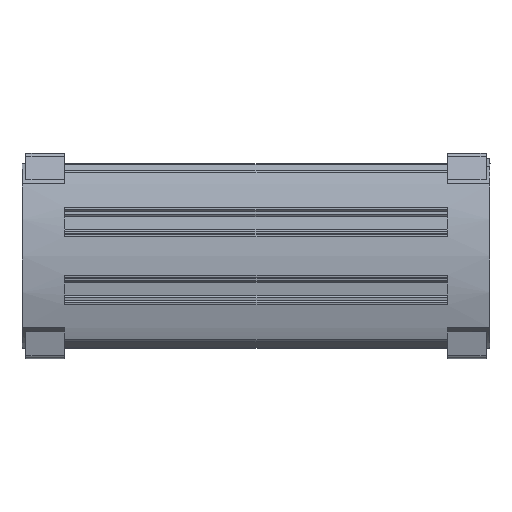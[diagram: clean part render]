
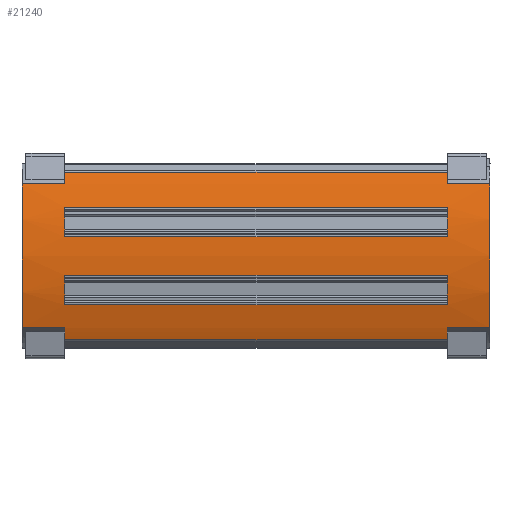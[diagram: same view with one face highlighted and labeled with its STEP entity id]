
A CAD part, top view. The second image highlights one B-rep face of the part: STEP entity #21240.
In plain terms, the highlighted cylindrical face has radius 91.2 mm (diameter 182.4 mm), a partial arc.
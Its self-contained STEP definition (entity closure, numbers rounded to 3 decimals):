
#1070=CARTESIAN_POINT('',(16.3,71.366,
61.268));
#1080=VERTEX_POINT('',#1070);
#1440=CARTESIAN_POINT('',(163.,71.366,
61.268));
#1450=VERTEX_POINT('',#1440);
#1480=CARTESIAN_POINT('',(130.4,71.366,
61.268));
#1490=DIRECTION('',(-1.,0.,0.));
#1500=VECTOR('',#1490,1.);
#1510=LINE('',#1480,#1500);
#1520=EDGE_CURVE('',#1450,#1080,#1510,.T.);
#5530=CARTESIAN_POINT('',(163.,46.649,
66.801));
#5540=VERTEX_POINT('',#5530);
#5570=CARTESIAN_POINT('',(130.4,46.649,
66.801));
#5580=DIRECTION('',(1.,0.,0.));
#5590=VECTOR('',#5580,1.);
#5600=LINE('',#5570,#5590);
#5610=CARTESIAN_POINT('',(16.3,46.649,
66.801));
#5620=VERTEX_POINT('',#5610);
#5630=EDGE_CURVE('',#5620,#5540,#5600,.T.);
#6380=CARTESIAN_POINT('',(163.,31.911,
66.801));
#6390=VERTEX_POINT('',#6380);
#6560=CARTESIAN_POINT('',(16.3,31.911,
66.801));
#6570=VERTEX_POINT('',#6560);
#6600=CARTESIAN_POINT('',(130.4,31.911,
66.801));
#6610=DIRECTION('',(-1.,0.,0.));
#6620=VECTOR('',#6610,1.);
#6630=LINE('',#6600,#6620);
#6640=EDGE_CURVE('',#6390,#6570,#6630,.T.);
#11790=CARTESIAN_POINT('',(163.,20.53,
65.151));
#11800=VERTEX_POINT('',#11790);
#11830=CARTESIAN_POINT('',(130.4,20.53,
65.151));
#11840=DIRECTION('',(-1.,0.,0.));
#11850=VECTOR('',#11840,1.);
#11860=LINE('',#11830,#11850);
#11870=CARTESIAN_POINT('',(16.3,20.53,
65.151));
#11880=VERTEX_POINT('',#11870);
#11890=EDGE_CURVE('',#11800,#11880,#11860,.T.);
#12370=CARTESIAN_POINT('',(179.3,11.689,
62.825));
#12380=VERTEX_POINT('',#12370);
#12430=CARTESIAN_POINT('',(179.3,39.28,
-24.101));
#12440=DIRECTION('',(1.,0.,0.));
#12450=DIRECTION('',(0.,-1.,0.));
#12460=AXIS2_PLACEMENT_3D('',#12430,#12440,#12450);
#12470=CIRCLE('',#12460,91.2);
#12480=CARTESIAN_POINT('',(179.3,66.871,
62.825));
#12490=VERTEX_POINT('',#12480);
#12500=EDGE_CURVE('',#12490,#12380,#12470,.T.);
#20090=CARTESIAN_POINT('',(130.4,39.28,
-24.101));
#20100=DIRECTION('',(-1.,0.,0.));
#20110=DIRECTION('',(0.,1.,0.));
#20120=AXIS2_PLACEMENT_3D('',#20090,#20100,#20110);
#20130=CYLINDRICAL_SURFACE('',#20120,91.2);
#20140=CARTESIAN_POINT('',(16.3,39.28,
-24.101));
#20150=DIRECTION('',(-1.,0.,0.));
#20160=DIRECTION('',(0.,1.,0.));
#20170=AXIS2_PLACEMENT_3D('',#20140,#20150,#20160);
#20180=CIRCLE('',#20170,91.2);
#20190=CARTESIAN_POINT('',(16.3,7.193,
61.268));
#20200=VERTEX_POINT('',#20190);
#20210=CARTESIAN_POINT('',(16.3,11.689,
62.825));
#20220=VERTEX_POINT('',#20210);
#20230=EDGE_CURVE('',#20200,#20220,#20180,.T.);
#20240=ORIENTED_EDGE('',*,*,#20230,.F.);
#20250=CARTESIAN_POINT('',(0.,11.689,
62.825));
#20260=DIRECTION('',(1.,0.,0.));
#20270=VECTOR('',#20260,1.);
#20280=LINE('',#20250,#20270);
#20290=CARTESIAN_POINT('',(0.,11.689,
62.825));
#20300=VERTEX_POINT('',#20290);
#20310=EDGE_CURVE('',#20300,#20220,#20280,.T.);
#20320=ORIENTED_EDGE('',*,*,#20310,.T.);
#20330=CARTESIAN_POINT('',(0.,39.28,
-24.101));
#20340=DIRECTION('',(-1.,0.,0.));
#20350=DIRECTION('',(0.,1.,0.));
#20360=AXIS2_PLACEMENT_3D('',#20330,#20340,#20350);
#20370=CIRCLE('',#20360,91.2);
#20380=CARTESIAN_POINT('',(0.,66.871,
62.825));
#20390=VERTEX_POINT('',#20380);
#20400=EDGE_CURVE('',#20300,#20390,#20370,.T.);
#20410=ORIENTED_EDGE('',*,*,#20400,.F.);
#20420=CARTESIAN_POINT('',(0.,66.871,
62.825));
#20430=DIRECTION('',(1.,0.,0.));
#20440=VECTOR('',#20430,1.);
#20450=LINE('',#20420,#20440);
#20460=CARTESIAN_POINT('',(16.3,66.871,
62.825));
#20470=VERTEX_POINT('',#20460);
#20480=EDGE_CURVE('',#20390,#20470,#20450,.T.);
#20490=ORIENTED_EDGE('',*,*,#20480,.F.);
#20500=CARTESIAN_POINT('',(16.3,39.28,
-24.101));
#20510=DIRECTION('',(-1.,0.,0.));
#20520=DIRECTION('',(0.,1.,0.));
#20530=AXIS2_PLACEMENT_3D('',#20500,#20510,#20520);
#20540=CIRCLE('',#20530,91.2);
#20550=EDGE_CURVE('',#20470,#1080,#20540,.T.);
#20560=ORIENTED_EDGE('',*,*,#20550,.F.);
#20570=ORIENTED_EDGE('',*,*,#1520,.T.);
#20580=CARTESIAN_POINT('',(163.,39.28,
-24.101));
#20590=DIRECTION('',(-1.,0.,0.));
#20600=DIRECTION('',(0.,1.,0.));
#20610=AXIS2_PLACEMENT_3D('',#20580,#20590,#20600);
#20620=CIRCLE('',#20610,91.2);
#20630=CARTESIAN_POINT('',(163.,66.871,
62.825));
#20640=VERTEX_POINT('',#20630);
#20650=EDGE_CURVE('',#20640,#1450,#20620,.T.);
#20660=ORIENTED_EDGE('',*,*,#20650,.T.);
#20670=CARTESIAN_POINT('',(179.3,66.871,
62.825));
#20680=DIRECTION('',(-1.,0.,0.));
#20690=VECTOR('',#20680,1.);
#20700=LINE('',#20670,#20690);
#20710=EDGE_CURVE('',#12490,#20640,#20700,.T.);
#20720=ORIENTED_EDGE('',*,*,#20710,.T.);
#20730=ORIENTED_EDGE('',*,*,#12500,.F.);
#20740=CARTESIAN_POINT('',(179.3,11.689,
62.825));
#20750=DIRECTION('',(-1.,0.,0.));
#20760=VECTOR('',#20750,1.);
#20770=LINE('',#20740,#20760);
#20780=CARTESIAN_POINT('',(163.,11.689,
62.825));
#20790=VERTEX_POINT('',#20780);
#20800=EDGE_CURVE('',#12380,#20790,#20770,.T.);
#20810=ORIENTED_EDGE('',*,*,#20800,.F.);
#20820=CARTESIAN_POINT('',(163.,39.28,
-24.101));
#20830=DIRECTION('',(-1.,0.,0.));
#20840=DIRECTION('',(0.,1.,0.));
#20850=AXIS2_PLACEMENT_3D('',#20820,#20830,#20840);
#20860=CIRCLE('',#20850,91.2);
#20870=CARTESIAN_POINT('',(163.,7.193,
61.268));
#20880=VERTEX_POINT('',#20870);
#20890=EDGE_CURVE('',#20880,#20790,#20860,.T.);
#20900=ORIENTED_EDGE('',*,*,#20890,.T.);
#20910=CARTESIAN_POINT('',(130.4,7.193,
61.268));
#20920=DIRECTION('',(-1.,0.,0.));
#20930=VECTOR('',#20920,1.);
#20940=LINE('',#20910,#20930);
#20950=EDGE_CURVE('',#20880,#20200,#20940,.T.);
#20960=ORIENTED_EDGE('',*,*,#20950,.F.);
#20970=EDGE_LOOP('',(#20960,#20900,#20810,#20730,#20720,#20660,#20570,
#20560,#20490,#20410,#20320,#20240));
#20980=FACE_OUTER_BOUND('',#20970,.T.);
#20990=EDGE_CURVE('',#11880,#6570,#20180,.T.);
#21000=ORIENTED_EDGE('',*,*,#20990,.T.);
#21010=ORIENTED_EDGE('',*,*,#11890,.T.);
#21020=EDGE_CURVE('',#11800,#6390,#20860,.T.);
#21030=ORIENTED_EDGE('',*,*,#21020,.F.);
#21040=ORIENTED_EDGE('',*,*,#6640,.F.);
#21050=EDGE_LOOP('',(#21040,#21030,#21010,#21000));
#21060=FACE_BOUND('',#21050,.T.);
#21070=CARTESIAN_POINT('',(163.,58.03,
65.151));
#21080=VERTEX_POINT('',#21070);
#21090=EDGE_CURVE('',#5540,#21080,#20860,.T.);
#21100=ORIENTED_EDGE('',*,*,#21090,.F.);
#21110=CARTESIAN_POINT('',(130.4,58.03,
65.151));
#21120=DIRECTION('',(-1.,0.,0.));
#21130=VECTOR('',#21120,1.);
#21140=LINE('',#21110,#21130);
#21150=CARTESIAN_POINT('',(16.3,58.03,
65.151));
#21160=VERTEX_POINT('',#21150);
#21170=EDGE_CURVE('',#21080,#21160,#21140,.T.);
#21180=ORIENTED_EDGE('',*,*,#21170,.F.);
#21190=EDGE_CURVE('',#5620,#21160,#20180,.T.);
#21200=ORIENTED_EDGE('',*,*,#21190,.T.);
#21210=ORIENTED_EDGE('',*,*,#5630,.F.);
#21220=EDGE_LOOP('',(#21210,#21200,#21180,#21100));
#21230=FACE_BOUND('',#21220,.T.);
#21240=ADVANCED_FACE('',(#20980,#21060,#21230),#20130,.T.);
